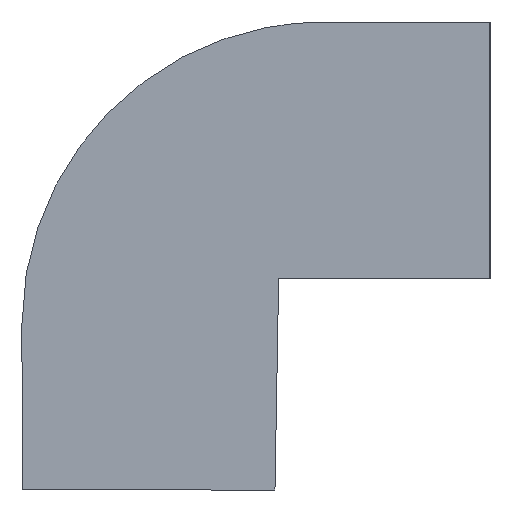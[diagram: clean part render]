
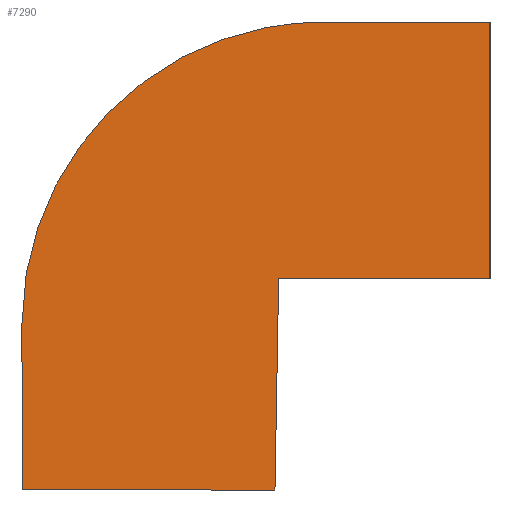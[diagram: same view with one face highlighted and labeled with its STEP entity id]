
A CAD part, left-side view. The second image highlights one B-rep face of the part: STEP entity #7290.
In plain terms, the highlighted planar face has unit normal (-1, 0, 0.018).
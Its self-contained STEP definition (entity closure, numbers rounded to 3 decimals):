
#48 = EDGE_CURVE ( 'NONE', #2166, #8622, #177, .T. ) ;
#160 = ORIENTED_EDGE ( 'NONE', *, *, #48, .F. ) ;
#174 = CARTESIAN_POINT ( 'NONE',  ( -21.547, 14., -17. ) ) ;
#177 =( BOUNDED_CURVE ( )  B_SPLINE_CURVE ( 3, ( #2228, #5288, #3519, #229 ),
 .UNSPECIFIED., .F., .F. ) 
 B_SPLINE_CURVE_WITH_KNOTS ( ( 4, 4 ),
 ( 1.571, 3.142 ),
 .UNSPECIFIED. ) 
 CURVE ( )  GEOMETRIC_REPRESENTATION_ITEM ( )  RATIONAL_B_SPLINE_CURVE ( ( 1., 0.805, 0.805, 1. ) ) 
 REPRESENTATION_ITEM ( '' )  );
#229 = CARTESIAN_POINT ( 'NONE',  ( -21.25, 11., 0. ) ) ;
#263 = CARTESIAN_POINT ( 'NONE',  ( -21.791, 14.244, -31. ) ) ;
#267 = ORIENTED_EDGE ( 'NONE', *, *, #4816, .F. ) ;
#522 = LINE ( 'NONE', #9272, #7616 ) ;
#710 = DIRECTION ( 'NONE',  ( 0.017, 0., 1. ) ) ;
#737 = ORIENTED_EDGE ( 'NONE', *, *, #5455, .F. ) ;
#907 = EDGE_CURVE ( 'NONE', #3346, #2166, #8097, .T. ) ;
#1089 = AXIS2_PLACEMENT_3D ( 'NONE', #4541, #5318, #710 ) ;
#1267 = VECTOR ( 'NONE', #4624, 1000. ) ;
#2166 = VERTEX_POINT ( 'NONE', #7426 ) ;
#2228 = CARTESIAN_POINT ( 'NONE',  ( -21.599, 31., -20. ) ) ;
#2382 = LINE ( 'NONE', #3616, #9983 ) ;
#2776 = DIRECTION ( 'NONE',  ( 0.017, 0., 1. ) ) ;
#2809 = CARTESIAN_POINT ( 'NONE',  ( -21.586, 31., -19.252 ) ) ;
#2817 = ORIENTED_EDGE ( 'NONE', *, *, #7957, .F. ) ;
#3267 = ORIENTED_EDGE ( 'NONE', *, *, #8086, .F. ) ;
#3346 = VERTEX_POINT ( 'NONE', #9346 ) ;
#3435 = ORIENTED_EDGE ( 'NONE', *, *, #907, .F. ) ;
#3519 = CARTESIAN_POINT ( 'NONE',  ( -21.25, 22.716, 0. ) ) ;
#3598 = DIRECTION ( 'NONE',  ( 0., 1., 0. ) ) ;
#3616 = CARTESIAN_POINT ( 'NONE',  ( -21.237, 0., 0.742 ) ) ;
#3888 = VERTEX_POINT ( 'NONE', #5055 ) ;
#3889 = DIRECTION ( 'NONE',  ( 0., -1., 0. ) ) ;
#4070 = VECTOR ( 'NONE', #3598, 1000. ) ;
#4083 = CARTESIAN_POINT ( 'NONE',  ( -21.25, 11., 0. ) ) ;
#4226 = VECTOR ( 'NONE', #7062, 1000. ) ;
#4541 = CARTESIAN_POINT ( 'NONE',  ( -21.25, 0., 0. ) ) ;
#4585 = CARTESIAN_POINT ( 'NONE',  ( -21.547, 0., -17. ) ) ;
#4624 = DIRECTION ( 'NONE',  ( -0.017, 0.017, -1. ) ) ;
#4726 = FACE_OUTER_BOUND ( 'NONE', #6660, .T. ) ;
#4816 = EDGE_CURVE ( 'NONE', #3888, #5676, #8717, .T. ) ;
#4922 = VERTEX_POINT ( 'NONE', #6753 ) ;
#4992 = VECTOR ( 'NONE', #2776, 1000. ) ;
#5055 = CARTESIAN_POINT ( 'NONE',  ( -21.547, 14., -17. ) ) ;
#5288 = CARTESIAN_POINT ( 'NONE',  ( -21.395, 31., -8.284 ) ) ;
#5318 = DIRECTION ( 'NONE',  ( -1., 0., 0.017 ) ) ;
#5455 = EDGE_CURVE ( 'NONE', #5676, #3346, #7868, .T. ) ;
#5676 = VERTEX_POINT ( 'NONE', #263 ) ;
#6660 = EDGE_LOOP ( 'NONE', ( #3267, #160, #3435, #737, #267, #7774, #2817 ) ) ;
#6680 = CARTESIAN_POINT ( 'NONE',  ( -21.791, 14., -31. ) ) ;
#6753 = CARTESIAN_POINT ( 'NONE',  ( -21.25, 0., 0. ) ) ;
#6900 = CARTESIAN_POINT ( 'NONE',  ( -21.534, 13.987, -16.253 ) ) ;
#7062 = DIRECTION ( 'NONE',  ( 0., 1., 0. ) ) ;
#7109 = VERTEX_POINT ( 'NONE', #4585 ) ;
#7290 = ADVANCED_FACE ( 'NONE', ( #4726 ), #9159, .T. ) ;
#7426 = CARTESIAN_POINT ( 'NONE',  ( -21.599, 31., -20. ) ) ;
#7616 = VECTOR ( 'NONE', #3889, 1000. ) ;
#7774 = ORIENTED_EDGE ( 'NONE', *, *, #8909, .F. ) ;
#7868 = LINE ( 'NONE', #6680, #4070 ) ;
#7957 = EDGE_CURVE ( 'NONE', #4922, #7109, #2382, .T. ) ;
#8086 = EDGE_CURVE ( 'NONE', #8622, #4922, #522, .T. ) ;
#8097 = LINE ( 'NONE', #2809, #4992 ) ;
#8214 = DIRECTION ( 'NONE',  ( -0.017, 0., -1. ) ) ;
#8277 = LINE ( 'NONE', #174, #4226 ) ;
#8622 = VERTEX_POINT ( 'NONE', #4083 ) ;
#8717 = LINE ( 'NONE', #6900, #1267 ) ;
#8909 = EDGE_CURVE ( 'NONE', #7109, #3888, #8277, .T. ) ;
#9159 = PLANE ( 'NONE',  #1089 ) ;
#9272 = CARTESIAN_POINT ( 'NONE',  ( -21.25, 0., 0. ) ) ;
#9346 = CARTESIAN_POINT ( 'NONE',  ( -21.791, 31., -31. ) ) ;
#9983 = VECTOR ( 'NONE', #8214, 1000. ) ;
